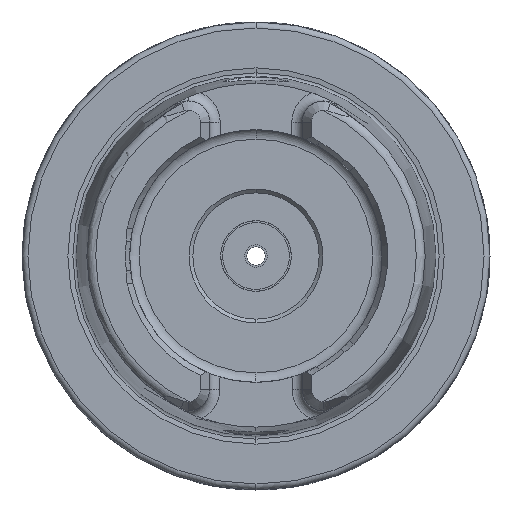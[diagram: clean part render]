
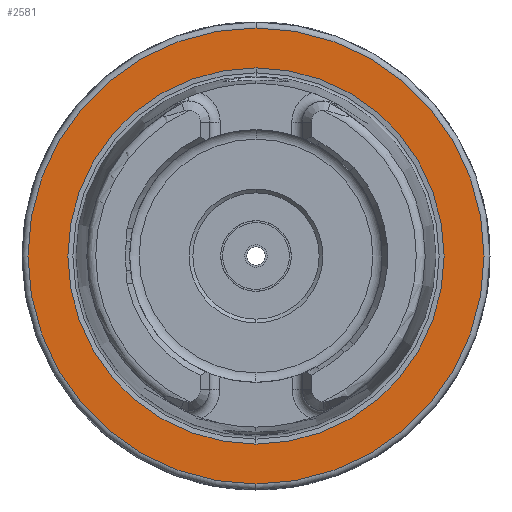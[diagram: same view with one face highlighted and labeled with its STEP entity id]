
A CAD part, left-side view. The second image highlights one B-rep face of the part: STEP entity #2581.
In plain terms, the highlighted planar face has unit normal (-1, 0, 0).
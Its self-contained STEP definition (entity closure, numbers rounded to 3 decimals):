
#198 = FACE_OUTER_BOUND ( 'NONE', #11045, .T. ) ;
#387 = DIRECTION ( 'NONE',  ( 0., 0., 1. ) ) ;
#471 = CARTESIAN_POINT ( 'NONE',  ( 0., 0., 0. ) ) ;
#985 = ORIENTED_EDGE ( 'NONE', *, *, #6569, .F. ) ;
#1076 = DIRECTION ( 'NONE',  ( -1., 0., 0. ) ) ;
#1081 = PLANE ( 'NONE',  #3463 ) ;
#1253 = CIRCLE ( 'NONE', #14224, 30.7 ) ;
#1819 = AXIS2_PLACEMENT_3D ( 'NONE', #4327, #2941, #10258 ) ;
#2388 = FACE_BOUND ( 'NONE', #12151, .T. ) ;
#2581 = ADVANCED_FACE ( 'NONE', ( #2388, #198 ), #1081, .F. ) ;
#2631 = DIRECTION ( 'NONE',  ( 0., 0., 1. ) ) ;
#2941 = DIRECTION ( 'NONE',  ( -1., 0., 0. ) ) ;
#3216 = VERTEX_POINT ( 'NONE', #4585 ) ;
#3463 = AXIS2_PLACEMENT_3D ( 'NONE', #6054, #12284, #11081 ) ;
#3914 = VERTEX_POINT ( 'NONE', #9871 ) ;
#4327 = CARTESIAN_POINT ( 'NONE',  ( 0., 0., 0. ) ) ;
#4585 = CARTESIAN_POINT ( 'NONE',  ( 0., 0., 30.7 ) ) ;
#4882 = VERTEX_POINT ( 'NONE', #6006 ) ;
#5273 = DIRECTION ( 'NONE',  ( -1., 0., 0. ) ) ;
#6006 = CARTESIAN_POINT ( 'NONE',  ( 0., 0., -25.324 ) ) ;
#6054 = CARTESIAN_POINT ( 'NONE',  ( 0., 30.7, 0. ) ) ;
#6199 = CIRCLE ( 'NONE', #10843, 25.324 ) ;
#6569 = EDGE_CURVE ( 'NONE', #3914, #4882, #6199, .T. ) ;
#7317 = EDGE_CURVE ( 'NONE', #3216, #12733, #1253, .T. ) ;
#8833 = CIRCLE ( 'NONE', #1819, 25.324 ) ;
#8981 = DIRECTION ( 'NONE',  ( -1., 0., 0. ) ) ;
#9501 = AXIS2_PLACEMENT_3D ( 'NONE', #13339, #1076, #14570 ) ;
#9649 = EDGE_CURVE ( 'NONE', #12733, #3216, #13370, .T. ) ;
#9871 = CARTESIAN_POINT ( 'NONE',  ( 0., 0., 25.324 ) ) ;
#10258 = DIRECTION ( 'NONE',  ( 0., 0., 1. ) ) ;
#10375 = ORIENTED_EDGE ( 'NONE', *, *, #7317, .T. ) ;
#10843 = AXIS2_PLACEMENT_3D ( 'NONE', #471, #5273, #387 ) ;
#11045 = EDGE_LOOP ( 'NONE', ( #10375, #16028 ) ) ;
#11081 = DIRECTION ( 'NONE',  ( 0., 0., -1. ) ) ;
#11500 = CARTESIAN_POINT ( 'NONE',  ( 0., 0., -30.7 ) ) ;
#12151 = EDGE_LOOP ( 'NONE', ( #985, #15704 ) ) ;
#12284 = DIRECTION ( 'NONE',  ( 1., 0., 0. ) ) ;
#12733 = VERTEX_POINT ( 'NONE', #11500 ) ;
#13339 = CARTESIAN_POINT ( 'NONE',  ( 0., 0., 0. ) ) ;
#13370 = CIRCLE ( 'NONE', #9501, 30.7 ) ;
#13921 = CARTESIAN_POINT ( 'NONE',  ( 0., 0., 0. ) ) ;
#14224 = AXIS2_PLACEMENT_3D ( 'NONE', #13921, #8981, #2631 ) ;
#14570 = DIRECTION ( 'NONE',  ( 0., 0., 1. ) ) ;
#15339 = EDGE_CURVE ( 'NONE', #4882, #3914, #8833, .T. ) ;
#15704 = ORIENTED_EDGE ( 'NONE', *, *, #15339, .F. ) ;
#16028 = ORIENTED_EDGE ( 'NONE', *, *, #9649, .T. ) ;
